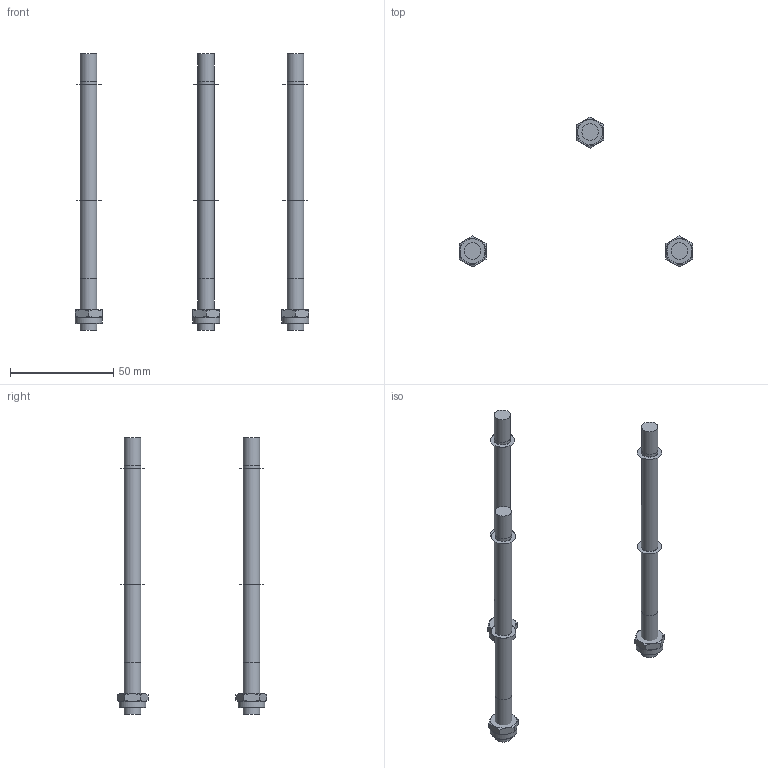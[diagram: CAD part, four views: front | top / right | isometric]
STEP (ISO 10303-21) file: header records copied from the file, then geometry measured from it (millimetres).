
FILE_DESCRIPTION(/* description */ ('Unknown'),/* implementation_level */ '2;1');
FILE_NAME(/* name */ 'AP-1620-331K1_STEP',/* time_stamp */ '2022-01-07T11:12:28+01:00',/* author */ ('Unknown'),/* organization */ ('Unknown'),/* preprocessor_version */ 'ST-DEVELOPER v16.7',/* originating_system */ 'DEX',/* authorisation */ $);
FILE_SCHEMA (('AUTOMOTIVE_DESIGN {1 0 10303 214 3 1 1}'));
Length unit declared in the file: millimetre
Products named in the file (4): 1435343_Zuganker 16 1V_000199327; 1444496_Zuganker M8 L_134mm_000199313; 1441766_Ausgleichscheibe_000190916; Mutter  AAB 3342
Assembly tree (12 placements, depth 2):
  1435343_Zuganker 16 1V_000199327
    1444496_Zuganker M8 L_134mm_000199313  x3
    1441766_Ausgleichscheibe_000190916  x6
    Mutter  AAB 3342  x3
Bounding box: 113.1 x 72.61 x 134 mm (x, y, z)
Volume: 22349.6 mm3; surface area: 13092 mm2
Topology: 12 solids, 12 shells, 165 faces, 378 edges, 201 vertices
Faces by surface type: plane 42, cone 36, bspline 36, cylinder 30, torus 21
Full cylindrical faces by diameter (mm): 6.647 x6, 8 x15, 12 x6, 13 x3
Entity records: 1916 total; most frequent: CARTESIAN_POINT 498, DIRECTION 196, ORIENTED_EDGE 194, EDGE_CURVE 97, AXIS2_PLACEMENT_3D 95, EDGE_LOOP 64, FACE_BOUND 64, VERTEX_POINT 61
